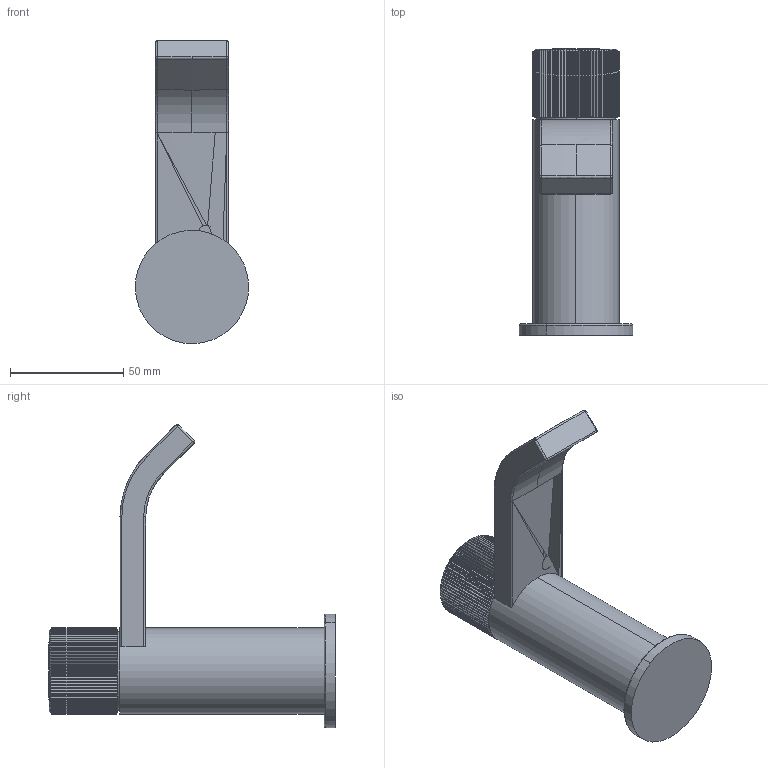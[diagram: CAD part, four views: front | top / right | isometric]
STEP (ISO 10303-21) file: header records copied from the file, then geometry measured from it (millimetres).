
FILE_DESCRIPTION (( 'STEP AP214' ), '1' );
FILE_NAME ('17500671ff_PM.STEP', '2023-11-20T09:24:17', ( '' ), ( '' ), 'SwSTEP 2.0', 'SolidWorks 2023', '' );
FILE_SCHEMA (( 'AUTOMOTIVE_DESIGN' ));
Length unit declared in the file: millimetre
Products named in the file (5): Planungsmodell_Rosette-+-09276600690-1_K1_50x5; 17500671ff_PM; Planungsmodell_Auslauf-+-09282240290-1_K1_32x105; Planungsmodell_Griff-+-09206601090-1_K1_38x30; Planungsmodell_Koerper-+-09196702990_K1_38x96
Assembly tree (4 placements, depth 2):
  17500671ff_PM
    Planungsmodell_Koerper-+-09196702990_K1_38x96
    Planungsmodell_Rosette-+-09276600690-1_K1_50x5
    Planungsmodell_Griff-+-09206601090-1_K1_38x30
    Planungsmodell_Auslauf-+-09282240290-1_K1_32x105
Bounding box: 49.98 x 126.36 x 133.71 mm (x, y, z)
Volume: 185521.7 mm3; surface area: 34740.1 mm2
Topology: 4 solids, 6 shells, 1673 faces, 3565 edges, 1904 vertices
Faces by surface type: bspline 510, cylinder 420, sphere 348, torus 193, plane 185, cone 17
Entity records: 54319 total; most frequent: CARTESIAN_POINT 21474, ORIENTED_EDGE 7122, DIRECTION 6700, EDGE_CURVE 3561, AXIS2_PLACEMENT_3D 3043, VERTEX_POINT 1904, CIRCLE 1873, EDGE_LOOP 1677
